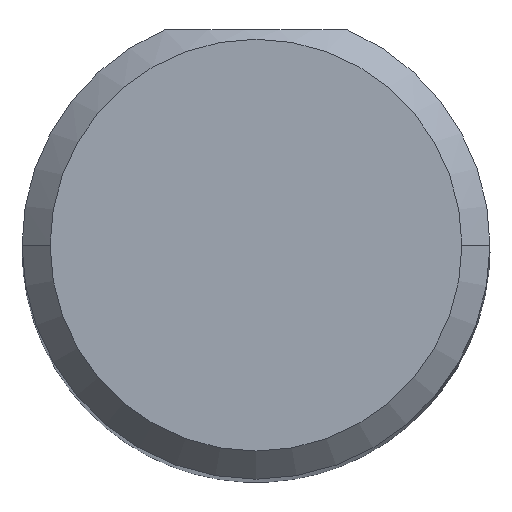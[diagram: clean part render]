
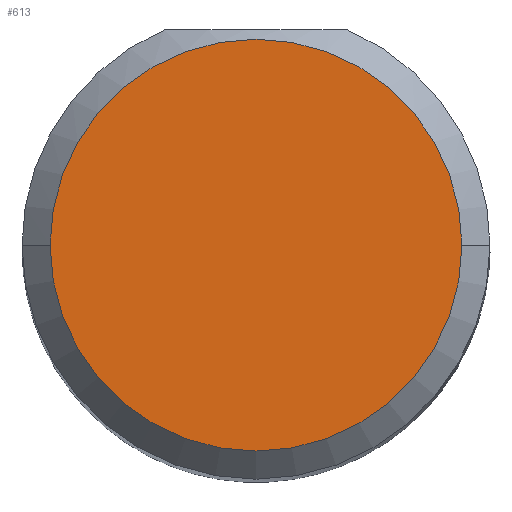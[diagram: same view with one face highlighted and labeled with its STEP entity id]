
A CAD part, top view. The second image highlights one B-rep face of the part: STEP entity #613.
In plain terms, the highlighted planar face has unit normal (0, 0, 1).
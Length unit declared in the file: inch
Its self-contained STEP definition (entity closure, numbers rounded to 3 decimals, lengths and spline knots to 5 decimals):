
#18 = DIRECTION ( 'NONE',  ( 0., 0., 1. ) ) ;
#26 = AXIS2_PLACEMENT_3D ( 'NONE', #314, #466, #316 ) ;
#44 = FACE_OUTER_BOUND ( 'NONE', #177, .T. ) ;
#62 = CARTESIAN_POINT ( 'NONE',  ( 0., 0., 2.5 ) ) ;
#69 = DIRECTION ( 'NONE',  ( 1., 0., 0. ) ) ;
#116 = ORIENTED_EDGE ( 'NONE', *, *, #371, .T. ) ;
#146 = PLANE ( 'NONE',  #26 ) ;
#153 = CIRCLE ( 'NONE', #352, 0.11 ) ;
#166 = DIRECTION ( 'NONE',  ( 1., 0., 0. ) ) ;
#168 = CIRCLE ( 'NONE', #216, 0.11 ) ;
#177 = EDGE_LOOP ( 'NONE', ( #116, #308 ) ) ;
#216 = AXIS2_PLACEMENT_3D ( 'NONE', #530, #18, #166 ) ;
#217 = CARTESIAN_POINT ( 'NONE',  ( -0.11, 0., 2.5 ) ) ;
#251 = VERTEX_POINT ( 'NONE', #370 ) ;
#288 = VERTEX_POINT ( 'NONE', #217 ) ;
#308 = ORIENTED_EDGE ( 'NONE', *, *, #407, .T. ) ;
#314 = CARTESIAN_POINT ( 'NONE',  ( 0., 0., 2.5 ) ) ;
#316 = DIRECTION ( 'NONE',  ( 1., 0., 0. ) ) ;
#352 = AXIS2_PLACEMENT_3D ( 'NONE', #62, #629, #69 ) ;
#370 = CARTESIAN_POINT ( 'NONE',  ( 0.11, 0., 2.5 ) ) ;
#371 = EDGE_CURVE ( 'NONE', #288, #251, #168, .T. ) ;
#407 = EDGE_CURVE ( 'NONE', #251, #288, #153, .T. ) ;
#466 = DIRECTION ( 'NONE',  ( 0., 0., 1. ) ) ;
#530 = CARTESIAN_POINT ( 'NONE',  ( 0., 0., 2.5 ) ) ;
#613 = ADVANCED_FACE ( 'NONE', ( #44 ), #146, .T. ) ;
#629 = DIRECTION ( 'NONE',  ( 0., 0., 1. ) ) ;
